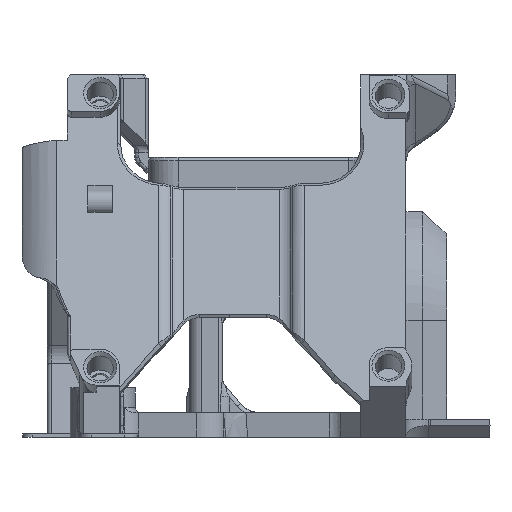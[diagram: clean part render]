
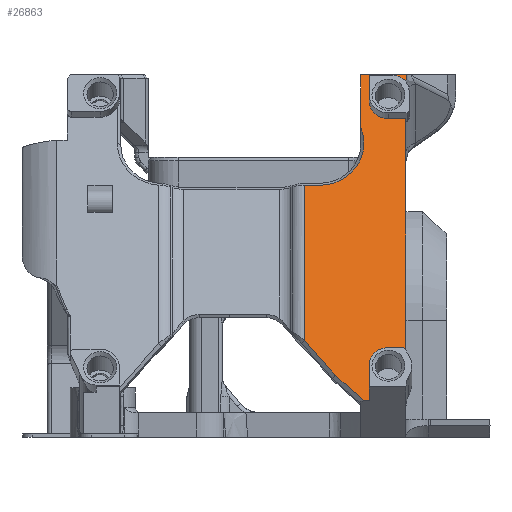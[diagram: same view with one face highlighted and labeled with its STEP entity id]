
A CAD part, left-side view. The second image highlights one B-rep face of the part: STEP entity #26863.
In plain terms, the highlighted planar face has unit normal (-0.94, 0, 0.342).
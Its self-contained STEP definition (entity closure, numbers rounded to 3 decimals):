
#1485=CIRCLE('',#28681,0.5);
#1488=CIRCLE('',#28686,2.35);
#1489=CIRCLE('',#28688,2.);
#1490=CIRCLE('',#28692,2.35);
#1503=CIRCLE('',#28729,2.536);
#1671=CIRCLE('',#29138,5.4);
#3190=B_SPLINE_CURVE_WITH_KNOTS('',3,(#51917,#51918,#51919,#51920),
 .UNSPECIFIED.,.F.,.F.,(4,4),(0.,0.001),
 .UNSPECIFIED.);
#8563=ORIENTED_EDGE('',*,*,#14560,.F.);
#8564=ORIENTED_EDGE('',*,*,#14561,.T.);
#8565=ORIENTED_EDGE('',*,*,#14562,.F.);
#8566=ORIENTED_EDGE('',*,*,#13866,.T.);
#8567=ORIENTED_EDGE('',*,*,#13856,.T.);
#8568=ORIENTED_EDGE('',*,*,#13851,.F.);
#8569=ORIENTED_EDGE('',*,*,#13847,.T.);
#8570=ORIENTED_EDGE('',*,*,#13907,.F.);
#8571=ORIENTED_EDGE('',*,*,#12468,.F.);
#8572=ORIENTED_EDGE('',*,*,#13865,.F.);
#8573=ORIENTED_EDGE('',*,*,#13863,.T.);
#8574=ORIENTED_EDGE('',*,*,#13861,.T.);
#8575=ORIENTED_EDGE('',*,*,#13860,.T.);
#8576=ORIENTED_EDGE('',*,*,#13857,.T.);
#8577=ORIENTED_EDGE('',*,*,#12463,.T.);
#8578=ORIENTED_EDGE('',*,*,#14563,.T.);
#8579=ORIENTED_EDGE('',*,*,#14541,.F.);
#8580=ORIENTED_EDGE('',*,*,#14564,.T.);
#8581=ORIENTED_EDGE('',*,*,#14546,.T.);
#8582=ORIENTED_EDGE('',*,*,#14565,.F.);
#8583=ORIENTED_EDGE('',*,*,#14382,.F.);
#12463=EDGE_CURVE('',#16346,#16345,#18813,.T.);
#12468=EDGE_CURVE('',#16350,#16351,#18817,.T.);
#13847=EDGE_CURVE('',#17278,#17279,#1485,.T.);
#13851=EDGE_CURVE('',#17278,#17282,#19280,.T.);
#13856=EDGE_CURVE('',#17284,#17282,#1488,.T.);
#13857=EDGE_CURVE('',#17286,#16346,#1489,.T.);
#13860=EDGE_CURVE('',#17287,#17286,#19286,.T.);
#13861=EDGE_CURVE('',#17288,#17287,#19287,.T.);
#13863=EDGE_CURVE('',#17289,#17288,#1490,.T.);
#13865=EDGE_CURVE('',#17289,#16350,#19290,.T.);
#13866=EDGE_CURVE('',#17290,#17284,#19291,.T.);
#13907=EDGE_CURVE('',#16351,#17279,#1503,.T.);
#14382=EDGE_CURVE('',#17277,#17584,#19489,.T.);
#14541=EDGE_CURVE('',#17680,#17681,#19576,.T.);
#14546=EDGE_CURVE('',#17686,#17685,#1671,.T.);
#14560=EDGE_CURVE('',#17696,#17277,#19590,.T.);
#14561=EDGE_CURVE('',#17696,#17697,#19591,.T.);
#14562=EDGE_CURVE('',#17290,#17697,#19592,.T.);
#14563=EDGE_CURVE('',#16345,#17681,#3190,.T.);
#14564=EDGE_CURVE('',#17680,#17686,#19593,.T.);
#14565=EDGE_CURVE('',#17584,#17685,#19594,.T.);
#16345=VERTEX_POINT('',#39154);
#16346=VERTEX_POINT('',#39156);
#16350=VERTEX_POINT('',#39169);
#16351=VERTEX_POINT('',#39171);
#17277=VERTEX_POINT('',#48541);
#17278=VERTEX_POINT('',#48559);
#17279=VERTEX_POINT('',#48560);
#17282=VERTEX_POINT('',#48568);
#17284=VERTEX_POINT('',#48574);
#17286=VERTEX_POINT('',#48580);
#17287=VERTEX_POINT('',#48584);
#17288=VERTEX_POINT('',#48588);
#17289=VERTEX_POINT('',#48592);
#17290=VERTEX_POINT('',#48598);
#17584=VERTEX_POINT('',#51231);
#17680=VERTEX_POINT('',#51866);
#17681=VERTEX_POINT('',#51868);
#17685=VERTEX_POINT('',#51880);
#17686=VERTEX_POINT('',#51882);
#17696=VERTEX_POINT('',#51911);
#17697=VERTEX_POINT('',#51915);
#18813=LINE('',#39155,#20508);
#18817=LINE('',#39170,#20512);
#19280=LINE('',#48567,#20975);
#19286=LINE('',#48585,#20981);
#19287=LINE('',#48587,#20982);
#19290=LINE('',#48595,#20985);
#19291=LINE('',#48597,#20986);
#19489=LINE('',#51230,#21184);
#19576=LINE('',#51867,#21271);
#19590=LINE('',#51912,#21285);
#19591=LINE('',#51914,#21286);
#19592=LINE('',#51916,#21287);
#19593=LINE('',#51921,#21288);
#19594=LINE('',#51922,#21289);
#20508=VECTOR('',#31206,1000.);
#20512=VECTOR('',#31210,1000.);
#20975=VECTOR('',#33207,1000.);
#20981=VECTOR('',#33225,1000.);
#20982=VECTOR('',#33228,1000.);
#20985=VECTOR('',#33237,1000.);
#20986=VECTOR('',#33240,1000.);
#21184=VECTOR('',#34134,1000.);
#21271=VECTOR('',#34407,1000.);
#21285=VECTOR('',#34435,1000.);
#21286=VECTOR('',#34438,1000.);
#21287=VECTOR('',#34439,1000.);
#21288=VECTOR('',#34440,1000.);
#21289=VECTOR('',#34441,1000.);
#22961=EDGE_LOOP('',(#8563,#8564,#8565,#8566,#8567,#8568,#8569,#8570,#8571,
#8572,#8573,#8574,#8575,#8576,#8577,#8578,#8579,#8580,#8581,#8582,#8583));
#24679=FACE_BOUND('',#22961,.T.);
#25633=PLANE('',#29143);
#26863=ADVANCED_FACE('',(#24679),#25633,.T.);
#28681=AXIS2_PLACEMENT_3D('',#48558,#33199,#33200);
#28686=AXIS2_PLACEMENT_3D('',#48577,#33215,#33216);
#28688=AXIS2_PLACEMENT_3D('',#48579,#33219,#33220);
#28692=AXIS2_PLACEMENT_3D('',#48591,#33232,#33233);
#28729=AXIS2_PLACEMENT_3D('',#48680,#33332,#33333);
#29138=AXIS2_PLACEMENT_3D('',#51881,#34414,#34415);
#29143=AXIS2_PLACEMENT_3D('',#51913,#34436,#34437);
#31206=DIRECTION('',(0.342,0.,0.94));
#31210=DIRECTION('',(-0.342,0.,-0.94));
#33199=DIRECTION('',(0.94,0.,-0.342));
#33200=DIRECTION('',(0.342,0.,0.94));
#33207=DIRECTION('',(0.,1.,0.));
#33215=DIRECTION('',(0.94,0.,-0.342));
#33216=DIRECTION('',(0.342,0.,0.94));
#33219=DIRECTION('',(0.94,0.,-0.342));
#33220=DIRECTION('',(0.342,0.,0.94));
#33225=DIRECTION('',(0.,-1.,0.));
#33228=DIRECTION('',(0.342,0.,0.94));
#33232=DIRECTION('',(0.94,0.,-0.342));
#33233=DIRECTION('',(0.342,0.,0.94));
#33237=DIRECTION('',(0.,-1.,0.));
#33240=DIRECTION('',(0.342,0.,0.94));
#33332=DIRECTION('',(0.94,0.,-0.342));
#33333=DIRECTION('',(0.342,0.,0.94));
#34134=DIRECTION('',(0.342,0.,0.94));
#34407=DIRECTION('',(0.,-1.,0.));
#34414=DIRECTION('',(0.94,0.,-0.342));
#34415=DIRECTION('',(0.342,0.,0.94));
#34435=DIRECTION('',(0.262,0.643,0.72));
#34436=DIRECTION('',(-0.94,0.,0.342));
#34437=DIRECTION('',(-0.342,0.,-0.94));
#34438=DIRECTION('',(-0.236,-0.725,-0.648));
#34439=DIRECTION('',(0.,1.,0.));
#34440=DIRECTION('',(-0.342,0.,-0.94));
#34441=DIRECTION('',(0.,-1.,0.));
#39154=CARTESIAN_POINT('',(-130.221,6.5,43.264));
#39155=CARTESIAN_POINT('',(-143.233,6.5,7.513));
#39156=CARTESIAN_POINT('',(-130.522,6.5,42.438));
#39169=CARTESIAN_POINT('',(-131.895,6.5,38.664));
#39170=CARTESIAN_POINT('',(-136.618,6.5,25.688));
#39171=CARTESIAN_POINT('',(-142.392,6.5,9.826));
#48541=CARTESIAN_POINT('',(-141.708,18.828,11.704));
#48558=CARTESIAN_POINT('',(-142.43,7.,9.722));
#48559=CARTESIAN_POINT('',(-142.259,7.,10.192));
#48560=CARTESIAN_POINT('',(-142.361,6.543,9.912));
#48567=CARTESIAN_POINT('',(-142.259,6.125,10.192));
#48568=CARTESIAN_POINT('',(-142.259,8.625,10.192));
#48574=CARTESIAN_POINT('',(-143.062,10.975,7.983));
#48577=CARTESIAN_POINT('',(-143.062,8.625,7.983));
#48579=CARTESIAN_POINT('',(-130.921,8.125,41.342));
#48580=CARTESIAN_POINT('',(-130.237,8.125,43.222));
#48584=CARTESIAN_POINT('',(-130.237,10.975,43.222));
#48585=CARTESIAN_POINT('',(-130.237,6.125,43.222));
#48587=CARTESIAN_POINT('',(-123.64,10.975,61.346));
#48588=CARTESIAN_POINT('',(-131.092,10.975,40.873));
#48591=CARTESIAN_POINT('',(-131.092,8.625,40.873));
#48592=CARTESIAN_POINT('',(-131.895,8.625,38.664));
#48595=CARTESIAN_POINT('',(-131.895,6.125,38.664));
#48597=CARTESIAN_POINT('',(-123.64,10.975,61.346));
#48598=CARTESIAN_POINT('',(-144.33,10.975,4.501));
#48680=CARTESIAN_POINT('',(-142.01,4.223,10.875));
#51230=CARTESIAN_POINT('',(-143.25,18.828,7.468));
#51231=CARTESIAN_POINT('',(-134.836,18.828,30.585));
#51866=CARTESIAN_POINT('',(-129.953,12.,44.));
#51867=CARTESIAN_POINT('',(-129.953,4.696,44.));
#51868=CARTESIAN_POINT('',(-129.953,6.466,44.));
#51880=CARTESIAN_POINT('',(-134.836,17.,30.585));
#51881=CARTESIAN_POINT('',(-132.989,17.,35.659));
#51882=CARTESIAN_POINT('',(-132.292,12.,37.576));
#51911=CARTESIAN_POINT('',(-143.22,15.12,7.552));
#51912=CARTESIAN_POINT('',(-140.731,21.225,14.388));
#51913=CARTESIAN_POINT('',(-143.233,43.625,7.513));
#51914=CARTESIAN_POINT('',(-138.358,30.068,20.909));
#51915=CARTESIAN_POINT('',(-144.33,11.706,4.501));
#51916=CARTESIAN_POINT('',(-144.33,43.625,4.501));
#51917=CARTESIAN_POINT('',(-130.221,6.5,43.264));
#51918=CARTESIAN_POINT('',(-130.132,6.5,43.51));
#51919=CARTESIAN_POINT('',(-130.043,6.482,43.755));
#51920=CARTESIAN_POINT('',(-129.953,6.466,44.));
#51921=CARTESIAN_POINT('',(-143.233,12.,7.513));
#51922=CARTESIAN_POINT('',(-134.836,27.711,30.585));
